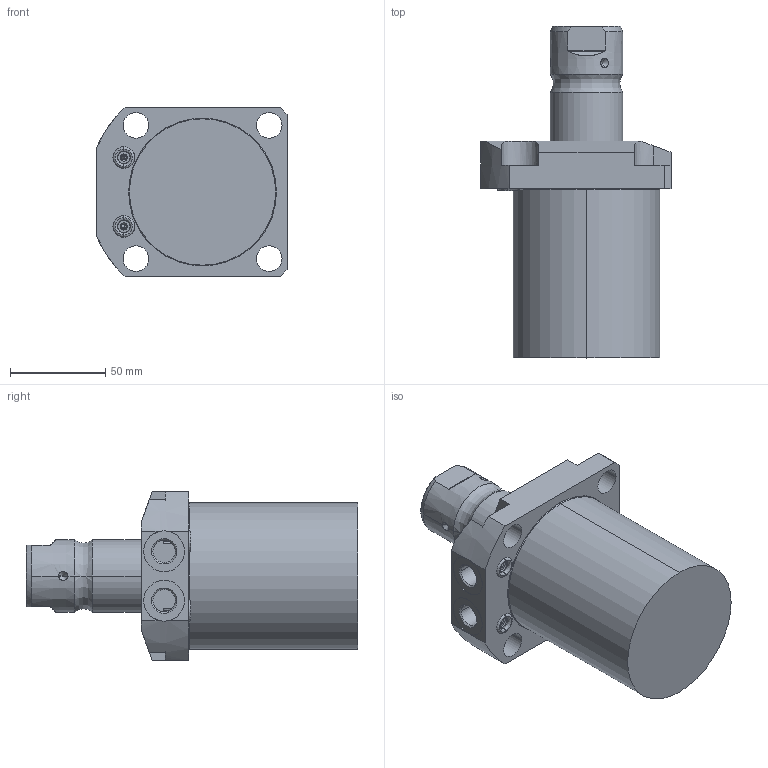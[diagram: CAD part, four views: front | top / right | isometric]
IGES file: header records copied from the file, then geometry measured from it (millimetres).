
Start section:  PTC IGES file: ilcm41463321.igs
Global section: file name: ilcm41463321.igs; native system: Pro/ENGINEER by Parametric Technology Corporation; preprocessor: 2007460; author: jdw; organization: Unknown; date: 20111111.145548; units: millimetre
Bounding box: 100 x 174.52 x 88.9 mm (x, y, z)
Surface area: 58954.5 mm2 (no closed solid volume)
Topology: 0 solids, 0 shells, 120 faces, 612 edges, 604 vertices
Faces by surface type: revolution 80, bspline 40
